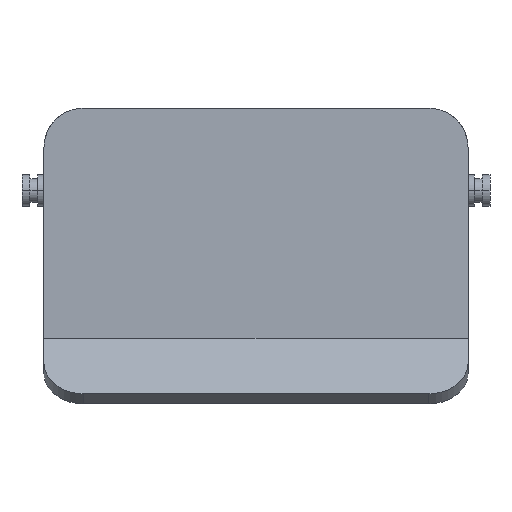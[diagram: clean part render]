
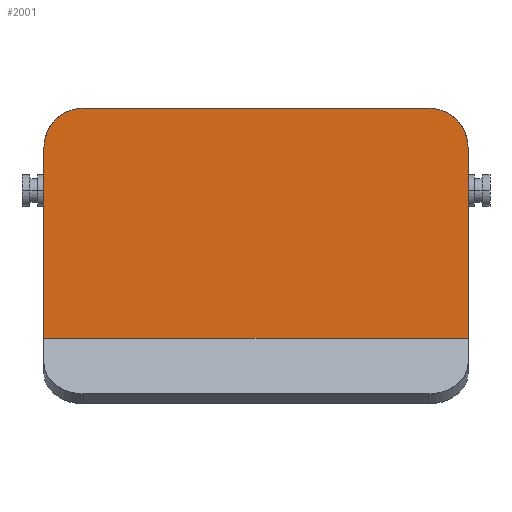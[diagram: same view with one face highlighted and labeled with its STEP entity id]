
A CAD part, top view. The second image highlights one B-rep face of the part: STEP entity #2001.
In plain terms, the highlighted planar face has unit normal (0, 0, 1).
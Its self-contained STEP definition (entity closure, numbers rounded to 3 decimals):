
#27 = AXIS2_PLACEMENT_3D ( 'NONE', #2003, #1609, #407 ) ;
#37 = CARTESIAN_POINT ( 'NONE',  ( -96.873, 134.597, 7. ) ) ;
#59 = PLANE ( 'NONE',  #394 ) ;
#121 = VECTOR ( 'NONE', #324, 1000. ) ;
#153 = CARTESIAN_POINT ( 'NONE',  ( -113.438, 105.327, 7. ) ) ;
#214 = ORIENTED_EDGE ( 'NONE', *, *, #1193, .T. ) ;
#236 = VERTEX_POINT ( 'NONE', #1751 ) ;
#244 = LINE ( 'NONE', #153, #951 ) ;
#249 = EDGE_CURVE ( 'NONE', #236, #1937, #1617, .T. ) ;
#292 = DIRECTION ( 'NONE',  ( 0., -1., 0. ) ) ;
#324 = DIRECTION ( 'NONE',  ( 0., 1., 0. ) ) ;
#340 = FACE_OUTER_BOUND ( 'NONE', #662, .T. ) ;
#394 = AXIS2_PLACEMENT_3D ( 'NONE', #1636, #1627, #1110 ) ;
#407 = DIRECTION ( 'NONE',  ( 1., 0., 0. ) ) ;
#489 = CARTESIAN_POINT ( 'NONE',  ( -101.873, 129.597, 7. ) ) ;
#569 = DIRECTION ( 'NONE',  ( 1., 0., 0. ) ) ;
#662 = EDGE_LOOP ( 'NONE', ( #1659, #1245, #826, #214, #1246, #1575 ) ) ;
#775 = EDGE_CURVE ( 'NONE', #1537, #1177, #1637, .T. ) ;
#803 = CARTESIAN_POINT ( 'NONE',  ( -47.873, 104.597, 7. ) ) ;
#826 = ORIENTED_EDGE ( 'NONE', *, *, #775, .T. ) ;
#843 = DIRECTION ( 'NONE',  ( -1., 0., 0. ) ) ;
#859 = CARTESIAN_POINT ( 'NONE',  ( -52.873, 134.597, 7. ) ) ;
#885 = CARTESIAN_POINT ( 'NONE',  ( -101.873, 105.327, 7. ) ) ;
#951 = VECTOR ( 'NONE', #1094, 1000. ) ;
#952 = AXIS2_PLACEMENT_3D ( 'NONE', #1007, #1486, #569 ) ;
#961 = VERTEX_POINT ( 'NONE', #885 ) ;
#992 = VECTOR ( 'NONE', #292, 1000. ) ;
#1007 = CARTESIAN_POINT ( 'NONE',  ( -52.873, 129.597, 7. ) ) ;
#1055 = CIRCLE ( 'NONE', #952, 5. ) ;
#1084 = CARTESIAN_POINT ( 'NONE',  ( -101.873, 104.597, 7. ) ) ;
#1094 = DIRECTION ( 'NONE',  ( 1., 0., 0. ) ) ;
#1110 = DIRECTION ( 'NONE',  ( 1., 0., 0. ) ) ;
#1177 = VERTEX_POINT ( 'NONE', #37 ) ;
#1193 = EDGE_CURVE ( 'NONE', #1177, #1795, #1653, .T. ) ;
#1245 = ORIENTED_EDGE ( 'NONE', *, *, #1563, .T. ) ;
#1246 = ORIENTED_EDGE ( 'NONE', *, *, #1371, .T. ) ;
#1248 = EDGE_CURVE ( 'NONE', #961, #236, #244, .T. ) ;
#1283 = VECTOR ( 'NONE', #843, 1000. ) ;
#1371 = EDGE_CURVE ( 'NONE', #1795, #961, #1728, .T. ) ;
#1486 = DIRECTION ( 'NONE',  ( 0., 0., 1. ) ) ;
#1537 = VERTEX_POINT ( 'NONE', #859 ) ;
#1563 = EDGE_CURVE ( 'NONE', #1937, #1537, #1055, .T. ) ;
#1575 = ORIENTED_EDGE ( 'NONE', *, *, #1248, .T. ) ;
#1609 = DIRECTION ( 'NONE',  ( 0., 0., 1. ) ) ;
#1617 = LINE ( 'NONE', #803, #121 ) ;
#1627 = DIRECTION ( 'NONE',  ( 0., 0., 1. ) ) ;
#1636 = CARTESIAN_POINT ( 'NONE',  ( 0., 0., 7. ) ) ;
#1637 = LINE ( 'NONE', #1945, #1283 ) ;
#1653 = CIRCLE ( 'NONE', #27, 5. ) ;
#1659 = ORIENTED_EDGE ( 'NONE', *, *, #249, .T. ) ;
#1728 = LINE ( 'NONE', #1084, #992 ) ;
#1751 = CARTESIAN_POINT ( 'NONE',  ( -47.873, 105.327, 7. ) ) ;
#1795 = VERTEX_POINT ( 'NONE', #489 ) ;
#1924 = CARTESIAN_POINT ( 'NONE',  ( -47.873, 129.597, 7. ) ) ;
#1937 = VERTEX_POINT ( 'NONE', #1924 ) ;
#1945 = CARTESIAN_POINT ( 'NONE',  ( -47.873, 134.597, 7. ) ) ;
#2001 = ADVANCED_FACE ( 'NONE', ( #340 ), #59, .T. ) ;
#2003 = CARTESIAN_POINT ( 'NONE',  ( -96.873, 129.597, 7. ) ) ;
